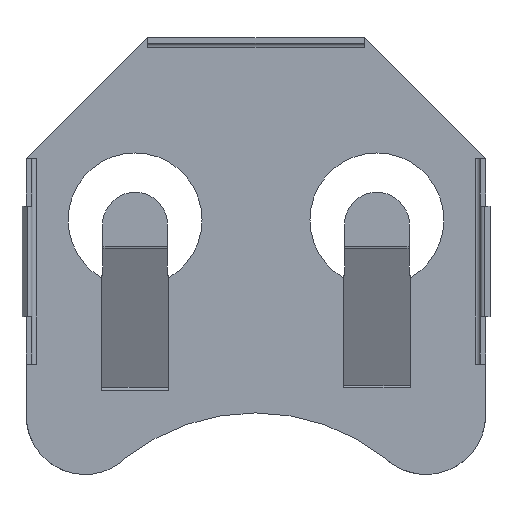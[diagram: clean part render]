
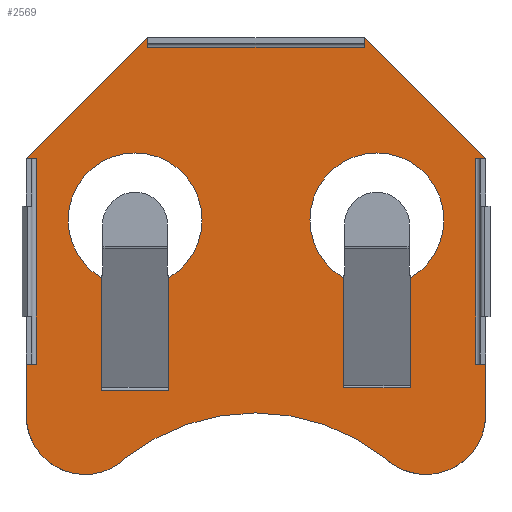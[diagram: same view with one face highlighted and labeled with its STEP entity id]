
A CAD part, front view. The second image highlights one B-rep face of the part: STEP entity #2569.
In plain terms, the highlighted planar face has unit normal (0, -1, 0).
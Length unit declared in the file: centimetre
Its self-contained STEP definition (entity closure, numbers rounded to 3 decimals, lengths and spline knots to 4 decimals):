
#25=FACE_BOUND('',#275,.T.);
#26=FACE_BOUND('',#276,.T.);
#57=CIRCLE('',#2710,0.3073);
#59=CIRCLE('',#2713,0.3073);
#62=CIRCLE('',#2717,0.2698);
#64=CIRCLE('',#2720,0.2741);
#72=CIRCLE('',#2743,0.9569);
#119=FACE_OUTER_BOUND('',#274,.T.);
#274=EDGE_LOOP('',(#1817,#1818,#1819,#1820,#1821,#1822,#1823,#1824,#1825,
#1826,#1827,#1828,#1829,#1830,#1831,#1832));
#275=EDGE_LOOP('',(#1833,#1834,#1835,#1836));
#276=EDGE_LOOP('',(#1837,#1838,#1839,#1840,#1841,#1842,#1843,#1844));
#510=LINE('',#3915,#837);
#512=LINE('',#3918,#839);
#513=LINE('',#3921,#840);
#514=LINE('',#3924,#841);
#515=LINE('',#3928,#842);
#516=LINE('',#3931,#843);
#517=LINE('',#3936,#844);
#518=LINE('',#3938,#845);
#519=LINE('',#3940,#846);
#520=LINE('',#3942,#847);
#521=LINE('',#3944,#848);
#522=LINE('',#3946,#849);
#523=LINE('',#3948,#850);
#524=LINE('',#3950,#851);
#525=LINE('',#3952,#852);
#526=LINE('',#3954,#853);
#527=LINE('',#3955,#854);
#528=LINE('',#3958,#855);
#529=LINE('',#3959,#856);
#530=LINE('',#3961,#857);
#531=LINE('',#3963,#858);
#532=LINE('',#3964,#859);
#533=LINE('',#3965,#860);
#837=VECTOR('',#3071,100.);
#839=VECTOR('',#3075,100.);
#840=VECTOR('',#3080,100.);
#841=VECTOR('',#3083,100.);
#842=VECTOR('',#3090,100.);
#843=VECTOR('',#3093,100.);
#844=VECTOR('',#3098,100.);
#845=VECTOR('',#3099,100.);
#846=VECTOR('',#3100,100.);
#847=VECTOR('',#3101,100.);
#848=VECTOR('',#3102,100.);
#849=VECTOR('',#3103,100.);
#850=VECTOR('',#3104,100.);
#851=VECTOR('',#3105,100.);
#852=VECTOR('',#3106,100.);
#853=VECTOR('',#3107,100.);
#854=VECTOR('',#3108,100.);
#855=VECTOR('',#3111,100.);
#856=VECTOR('',#3112,100.);
#857=VECTOR('',#3113,100.);
#858=VECTOR('',#3114,100.);
#859=VECTOR('',#3115,100.);
#860=VECTOR('',#3116,100.);
#1076=VERTEX_POINT('',#3670);
#1077=VERTEX_POINT('',#3671);
#1080=VERTEX_POINT('',#3679);
#1081=VERTEX_POINT('',#3680);
#1086=VERTEX_POINT('',#3691);
#1087=VERTEX_POINT('',#3693);
#1092=VERTEX_POINT('',#3738);
#1093=VERTEX_POINT('',#3740);
#1145=VERTEX_POINT('',#3855);
#1147=VERTEX_POINT('',#3859);
#1167=VERTEX_POINT('',#3902);
#1170=VERTEX_POINT('',#3908);
#1172=VERTEX_POINT('',#3923);
#1173=VERTEX_POINT('',#3930);
#1174=VERTEX_POINT('',#3934);
#1175=VERTEX_POINT('',#3935);
#1176=VERTEX_POINT('',#3937);
#1177=VERTEX_POINT('',#3939);
#1178=VERTEX_POINT('',#3941);
#1179=VERTEX_POINT('',#3943);
#1180=VERTEX_POINT('',#3945);
#1181=VERTEX_POINT('',#3947);
#1182=VERTEX_POINT('',#3949);
#1183=VERTEX_POINT('',#3951);
#1184=VERTEX_POINT('',#3953);
#1185=VERTEX_POINT('',#3957);
#1186=VERTEX_POINT('',#3960);
#1187=VERTEX_POINT('',#3962);
#1306=EDGE_CURVE('',#1076,#1077,#57,.T.);
#1310=EDGE_CURVE('',#1080,#1081,#59,.T.);
#1316=EDGE_CURVE('',#1086,#1087,#62,.T.);
#1322=EDGE_CURVE('',#1092,#1093,#64,.T.);
#1409=EDGE_CURVE('',#1170,#1145,#510,.T.);
#1411=EDGE_CURVE('',#1147,#1167,#512,.T.);
#1413=EDGE_CURVE('',#1147,#1076,#513,.T.);
#1414=EDGE_CURVE('',#1172,#1167,#514,.T.);
#1417=EDGE_CURVE('',#1145,#1077,#515,.T.);
#1418=EDGE_CURVE('',#1173,#1170,#516,.T.);
#1420=EDGE_CURVE('',#1174,#1175,#517,.T.);
#1421=EDGE_CURVE('',#1175,#1176,#518,.T.);
#1422=EDGE_CURVE('',#1177,#1176,#519,.T.);
#1423=EDGE_CURVE('',#1178,#1177,#520,.T.);
#1424=EDGE_CURVE('',#1178,#1179,#521,.T.);
#1425=EDGE_CURVE('',#1180,#1179,#522,.T.);
#1426=EDGE_CURVE('',#1181,#1180,#523,.T.);
#1427=EDGE_CURVE('',#1181,#1182,#524,.T.);
#1428=EDGE_CURVE('',#1182,#1183,#525,.T.);
#1429=EDGE_CURVE('',#1183,#1184,#526,.T.);
#1430=EDGE_CURVE('',#1087,#1184,#527,.T.);
#1431=EDGE_CURVE('',#1093,#1086,#72,.T.);
#1432=EDGE_CURVE('',#1185,#1092,#528,.T.);
#1433=EDGE_CURVE('',#1185,#1174,#529,.T.);
#1434=EDGE_CURVE('',#1186,#1081,#530,.T.);
#1435=EDGE_CURVE('',#1186,#1187,#531,.T.);
#1436=EDGE_CURVE('',#1187,#1080,#532,.T.);
#1437=EDGE_CURVE('',#1173,#1172,#533,.T.);
#1817=ORIENTED_EDGE('',*,*,#1420,.T.);
#1818=ORIENTED_EDGE('',*,*,#1421,.T.);
#1819=ORIENTED_EDGE('',*,*,#1422,.F.);
#1820=ORIENTED_EDGE('',*,*,#1423,.F.);
#1821=ORIENTED_EDGE('',*,*,#1424,.T.);
#1822=ORIENTED_EDGE('',*,*,#1425,.F.);
#1823=ORIENTED_EDGE('',*,*,#1426,.F.);
#1824=ORIENTED_EDGE('',*,*,#1427,.T.);
#1825=ORIENTED_EDGE('',*,*,#1428,.T.);
#1826=ORIENTED_EDGE('',*,*,#1429,.T.);
#1827=ORIENTED_EDGE('',*,*,#1430,.F.);
#1828=ORIENTED_EDGE('',*,*,#1316,.F.);
#1829=ORIENTED_EDGE('',*,*,#1431,.F.);
#1830=ORIENTED_EDGE('',*,*,#1322,.F.);
#1831=ORIENTED_EDGE('',*,*,#1432,.F.);
#1832=ORIENTED_EDGE('',*,*,#1433,.T.);
#1833=ORIENTED_EDGE('',*,*,#1434,.F.);
#1834=ORIENTED_EDGE('',*,*,#1435,.T.);
#1835=ORIENTED_EDGE('',*,*,#1436,.T.);
#1836=ORIENTED_EDGE('',*,*,#1310,.T.);
#1837=ORIENTED_EDGE('',*,*,#1418,.F.);
#1838=ORIENTED_EDGE('',*,*,#1437,.T.);
#1839=ORIENTED_EDGE('',*,*,#1414,.T.);
#1840=ORIENTED_EDGE('',*,*,#1411,.F.);
#1841=ORIENTED_EDGE('',*,*,#1413,.T.);
#1842=ORIENTED_EDGE('',*,*,#1306,.T.);
#1843=ORIENTED_EDGE('',*,*,#1417,.F.);
#1844=ORIENTED_EDGE('',*,*,#1409,.F.);
#2437=PLANE('',#2742);
#2569=ADVANCED_FACE('',(#119,#25,#26),#2437,.T.);
#2710=AXIS2_PLACEMENT_3D('',#3672,#2935,#2936);
#2713=AXIS2_PLACEMENT_3D('',#3681,#2943,#2944);
#2717=AXIS2_PLACEMENT_3D('',#3694,#2954,#2955);
#2720=AXIS2_PLACEMENT_3D('',#3741,#2962,#2963);
#2742=AXIS2_PLACEMENT_3D('',#3933,#3096,#3097);
#2743=AXIS2_PLACEMENT_3D('',#3956,#3109,#3110);
#2935=DIRECTION('center_axis',(0.,1.,0.));
#2936=DIRECTION('ref_axis',(0.,0.,1.));
#2943=DIRECTION('center_axis',(0.,1.,0.));
#2944=DIRECTION('ref_axis',(0.,0.,1.));
#2954=DIRECTION('center_axis',(0.,1.,0.));
#2955=DIRECTION('ref_axis',(0.,0.,-1.));
#2962=DIRECTION('center_axis',(0.,1.,0.));
#2963=DIRECTION('ref_axis',(0.,0.,-1.));
#3071=DIRECTION('',(0.,0.,1.));
#3075=DIRECTION('',(0.,0.,-1.));
#3080=DIRECTION('',(0.,0.,1.));
#3083=DIRECTION('',(0.,0.,1.));
#3090=DIRECTION('',(0.,0.,1.));
#3093=DIRECTION('',(0.,0.,1.));
#3096=DIRECTION('center_axis',(0.,-1.,0.));
#3097=DIRECTION('ref_axis',(0.,0.,-1.));
#3098=DIRECTION('',(0.,0.,1.));
#3099=DIRECTION('',(1.,0.,0.));
#3100=DIRECTION('',(0.707,0.,-0.707));
#3101=DIRECTION('',(0.,0.,1.));
#3102=DIRECTION('',(-1.,0.,0.));
#3103=DIRECTION('',(0.,0.,-1.));
#3104=DIRECTION('',(0.707,0.,0.707));
#3105=DIRECTION('',(1.,0.,0.));
#3106=DIRECTION('',(0.,0.,-1.));
#3107=DIRECTION('',(-1.,0.,0.));
#3108=DIRECTION('',(0.,0.,1.));
#3109=DIRECTION('center_axis',(0.,-1.,0.));
#3110=DIRECTION('ref_axis',(0.,0.,-1.));
#3111=DIRECTION('',(0.,0.,-1.));
#3112=DIRECTION('',(-1.,0.,0.));
#3113=DIRECTION('',(0.,0.,1.));
#3114=DIRECTION('',(-1.,0.,0.));
#3115=DIRECTION('',(0.,0.,1.));
#3116=DIRECTION('',(-1.,0.,0.));
#3670=CARTESIAN_POINT('',(0.4013,0.3708,-0.0757));
#3671=CARTESIAN_POINT('',(0.7087,0.3708,-0.0757));
#3672=CARTESIAN_POINT('Origin',(0.555,0.3708,0.1905));
#3679=CARTESIAN_POINT('',(-0.709,0.3708,-0.0755));
#3680=CARTESIAN_POINT('',(-0.401,0.3708,-0.0755));
#3681=CARTESIAN_POINT('Origin',(-0.555,0.3708,0.1905));
#3691=CARTESIAN_POINT('',(-0.5969,0.3708,-0.9017));
#3693=CARTESIAN_POINT('',(-1.0541,0.3708,-0.7239));
#3694=CARTESIAN_POINT('Origin',(-0.7848,0.3708,-0.7081));
#3738=CARTESIAN_POINT('',(1.0541,0.3708,-0.7081));
#3740=CARTESIAN_POINT('',(0.5904,0.3708,-0.9017));
#3741=CARTESIAN_POINT('Origin',(0.7801,0.3708,-0.7038));
#3855=CARTESIAN_POINT('',(0.7087,0.3708,-0.5182));
#3859=CARTESIAN_POINT('',(0.4013,0.3708,-0.5182));
#3902=CARTESIAN_POINT('',(0.4013,0.3708,-0.5669));
#3908=CARTESIAN_POINT('',(0.7087,0.3708,-0.5669));
#3915=CARTESIAN_POINT('',(0.7087,0.3708,0.0248));
#3918=CARTESIAN_POINT('',(0.4013,0.3708,-0.7038));
#3921=CARTESIAN_POINT('',(0.4013,0.3708,0.0248));
#3923=CARTESIAN_POINT('',(0.4013,0.3708,-0.5807));
#3924=CARTESIAN_POINT('',(0.4013,0.3708,0.0248));
#3928=CARTESIAN_POINT('',(0.7087,0.3708,0.0248));
#3930=CARTESIAN_POINT('',(0.7087,0.3708,-0.5807));
#3931=CARTESIAN_POINT('',(0.7087,0.3708,0.0248));
#3933=CARTESIAN_POINT('Origin',(0.7801,0.3708,-0.7038));
#3934=CARTESIAN_POINT('',(1.0087,0.3708,-0.4712));
#3935=CARTESIAN_POINT('',(1.0087,0.3708,0.4712));
#3936=CARTESIAN_POINT('',(1.0087,0.3708,-0.7038));
#3937=CARTESIAN_POINT('',(1.0541,0.3708,0.4712));
#3938=CARTESIAN_POINT('',(1.0541,0.3708,0.4712));
#3939=CARTESIAN_POINT('',(0.4978,0.3708,1.0274));
#3940=CARTESIAN_POINT('',(1.0541,0.3708,0.4712));
#3941=CARTESIAN_POINT('',(0.4978,0.3708,0.982));
#3942=CARTESIAN_POINT('',(0.4978,0.3708,1.0274));
#3943=CARTESIAN_POINT('',(-0.4978,0.3708,0.982));
#3944=CARTESIAN_POINT('',(0.7801,0.3708,0.982));
#3945=CARTESIAN_POINT('',(-0.4978,0.3708,1.0274));
#3946=CARTESIAN_POINT('',(-0.4978,0.3708,1.0274));
#3947=CARTESIAN_POINT('',(-1.0541,0.3708,0.4712));
#3948=CARTESIAN_POINT('',(-1.0541,0.3708,0.4712));
#3949=CARTESIAN_POINT('',(-1.0087,0.3708,0.4712));
#3950=CARTESIAN_POINT('',(-1.0541,0.3708,0.4712));
#3951=CARTESIAN_POINT('',(-1.0087,0.3708,-0.4712));
#3952=CARTESIAN_POINT('',(-1.0087,0.3708,-0.7038));
#3953=CARTESIAN_POINT('',(-1.0541,0.3708,-0.4712));
#3954=CARTESIAN_POINT('',(-1.0541,0.3708,-0.4712));
#3955=CARTESIAN_POINT('',(-1.0541,0.3708,-0.4712));
#3956=CARTESIAN_POINT('Origin',(-0.0032,0.3708,-1.6521));
#3957=CARTESIAN_POINT('',(1.0541,0.3708,-0.4712));
#3958=CARTESIAN_POINT('',(1.0541,0.3708,-0.4712));
#3959=CARTESIAN_POINT('',(1.0541,0.3708,-0.4712));
#3960=CARTESIAN_POINT('',(-0.401,0.3708,-0.5915));
#3961=CARTESIAN_POINT('',(-0.401,0.3708,0.0248));
#3962=CARTESIAN_POINT('',(-0.709,0.3708,-0.5915));
#3963=CARTESIAN_POINT('',(0.7801,0.3708,-0.5915));
#3964=CARTESIAN_POINT('',(-0.709,0.3708,0.0248));
#3965=CARTESIAN_POINT('',(0.4013,0.3708,-0.5807));
